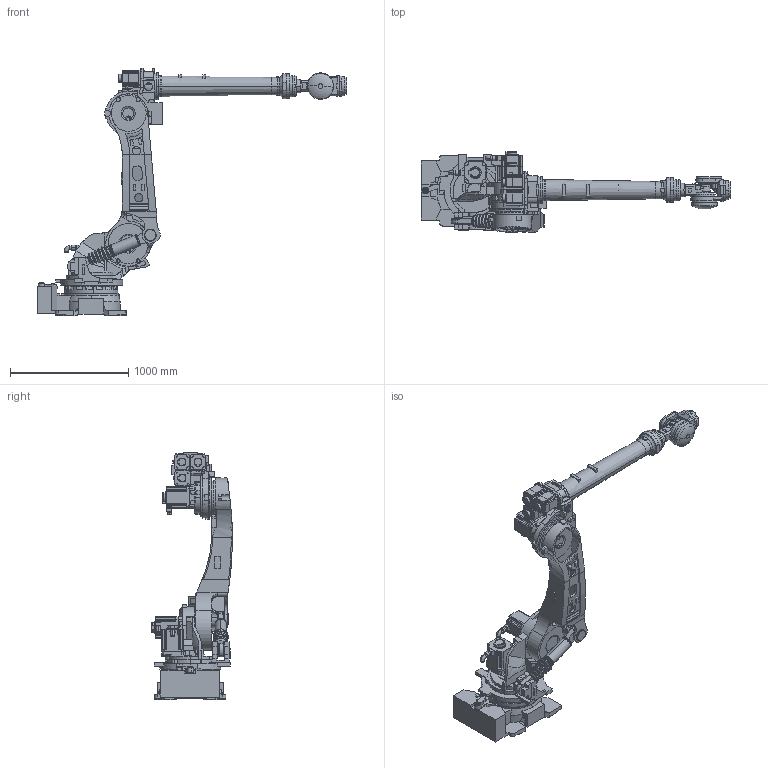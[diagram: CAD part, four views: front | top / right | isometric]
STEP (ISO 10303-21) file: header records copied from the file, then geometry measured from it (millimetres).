
FILE_DESCRIPTION (( 'STEP AP203' ), '1' );
FILE_NAME ('01_HS160L_151127.STEP', '2015-11-26T02:50:57', ( 'fulluser' ), ( '' ), 'SwSTEP 2.0', 'SolidWorks 2014', '' );
FILE_SCHEMA (( 'CONFIG_CONTROL_DESIGN' ));
Length unit declared in the file: millimetre
Products named in the file (55): RV500N-222[77AN060-0]_151123; HS180-74-12-0116-R2[GASKET]_151123; HS180_R2_reducer(RV100N_46_71)_偃摹寰_151127_ル遽; HS160L_A1_Assy_Rv 0.0_151127; GAS_SPRING_ASSY[ROD_PARTS]_151123; TU3000[GAS_SPRING_TUBE]_151123; TSM3611_N7020_E721_151123; HS180-71-12-0101-R8[BASE_BODY]_151123; RV80N-66[50AN010-1]_151123_ル遽; TSM3506_N7021_E732_151123; HS180-74-12-0101-R7[WRIST_BODY]_151123; HS180-72-30-0213-R1[BS_JOINT_SHAFT(LOWER)]_151123; HINGE[WELDING_TU3000]_151123; MS Connector_151123; RV320CA[69L007-0]_151123; HS180-74-12-0113-R4[MAIN_BEARING_SHAFT]_151123; RV-500N_new_StandardShaft_151127; R2_OUTPUT_ASSY_151123; HS180-72-30-0214-R1[BS_JOINT_COLLAR(LOWER)]_151123; HS180-72-30-0218-R4[BEARING_COLLAR]_151123; HS180_S1_OUTPUT_151123; HS180-71-12-0113-R3[STOPPER]_151123; B_OUTPUT_151123; HS180_Wrist_R2_output_海骇扁绢 炼赋俺急_151127; HS180-72-30-0220-R3[BS_JOINT_HINGE]_151123; V-Axis LS Dog Bracket 2-1_LJY_151127; GAS_SPRING_ASSY[PISTON_PARTS]_151123; HS180-72-12-0102-R8[UPPER_FRAME]_151123; HS180-71-12-0115-R1[STOPPER_PIN]_151123; HS180_Wrist_B_Outnput_海骇扁绢 炼赋俺急_151127; HS180-74-12-0102-R9[WRIST_HOLDER]_151123; BS_PRELOADER_ASSY_151123; A1 LS Dog Assy 1_151127; TU3000[GAS_SPRING_CYLINDER]_151123; HS180-72-30-0216-R1[BS_JOINT_SHAFT(UPPER)]_151123; STOPPER_PIN_ASSY_151123; HS160L_A1W1_Assy_151127; RV100N_81[55AN012-1]_151123_ル遽; HS180-S1A2_ASSY_151123; V-Axis LS Dog Bracket 2-2_LJY_151127 ...
Assembly tree (61 placements, depth 6):
  01_HS160L_151127
    HS180-S1A2_ASSY_151123
      HS180_BASE_ASSY_151123
        HS180-71-12-0101-R8[BASE_BODY]_151123
        RV320CA[69L007-0]_151123
        HS180-71-12-0113-R3[STOPPER]_151123
        STOPPER_PIN_ASSY_151123
          HS180-71-12-0115-R1[STOPPER_PIN]_151123
      HS180_S1_OUTPUT_151123
        HS180-72-12-0101-R10[LOWER_FRAME]_151123
        RV500N-222[77AN060-0]_151123
        TSM3611_N7020_E721_151123  x2
        MS Connector_151123  x2
      HS180-H_OUTPUT_151123
        HS180-72-12-0102-R8[UPPER_FRAME]_151123
        HS180-72-30-0216-R1[BS_JOINT_SHAFT(UPPER)]_151123
        HS180-72-30-0215-R2[BS_JOINT_FIXER]_151123
        HS180-72-30-0217-R1[BS_JOINT_COLLAR(UPPER)]_151123
      GAS_SPRING_ASSY[PISTON_PARTS]_151123
        TU3000[GAS_SPRING_TUBE]_151123
        HINGE[WELDING_TU3000]_151123
        HS180-72-30-0218-R4[BEARING_COLLAR]_151123
      GAS_SPRING_ASSY[ROD_PARTS]_151123
        TU3000[GAS_SPRING_CYLINDER]_151123
        HS180-72-30-0212-R7[BS_JOINT(GAS)]_151123
        HS180-72-30-0218-R4[BEARING_COLLAR]_151123
        BELLOWS_151123
        BELLOWS_BAND[DIA_99mm]_151123
      BS_PRELOADER_ASSY_151123
        HS180-72-30-0213-R1[BS_JOINT_SHAFT(LOWER)]_151123
        HS180-72-30-0214-R1[BS_JOINT_COLLAR(LOWER)]_151123
        HS180-72-30-0220-R3[BS_JOINT_HINGE]_151123  x2
    HS160L_A1W1_Assy_151127
      HS160L_A1_Assy_Rv 0.0_151127
        HS160L V-Output_151127
          HS180-73-12-0101-R8[ARM_FRAME]_151123_ル遽
          [HS200L] A1-002-05(Arm Pipe)_151127
          HS180_R2_reducer(RV100N_46_71)_偃摹寰_151127_ル遽
          TSM3506_N7021_E732_151123  x3
          RV-500N_new_StandardShaft_151127
          TSM3611_N7020_E721_151123
          A1 LS Dog Assy 1_151127
            V-Axis LS Dog Bracket 2-1_LJY_151127
          A1 LS Dog Assy 2_151127
            V-Axis LS Dog Bracket 2-2_LJY_151127
      HS180_Wrist_R2_output_海骇扁绢 炼赋俺急_151127
        R2_OUTPUT_ASSY_151123
          HS180-74-12-0101-R7[WRIST_BODY]_151123
      HS180_Wrist_B_Outnput_海骇扁绢 炼赋俺急_151127
        B_OUTPUT_151123
          HS180-74-12-0102-R9[WRIST_HOLDER]_151123
          RV100N_81[55AN012-1]_151123_ル遽
          HS180-74-12-0112-R4[WRIST_CAP]_151123
          HS180-74-12-0118-R5[WRIST_COVER]_151123
          HS180-74-12-0116-R2[GASKET]_151123
          RV80N-66[50AN010-1]_151123_ル遽
          HS180-74-12-0113-R4[MAIN_BEARING_SHAFT]_151123
Bounding box: 2612 x 683.5 x 2088 mm (x, y, z)
Volume: 195703845.6 mm3; surface area: 12790931.6 mm2
Topology: 56 solids, 58 shells, 3295 faces, 8297 edges, 5388 vertices
Faces by surface type: plane 1630, cylinder 1269, cone 192, torus 171, bspline 29, sphere 4
Entity records: 98708 total; most frequent: CARTESIAN_POINT 22857, DIRECTION 15191, ORIENTED_EDGE 14286, EDGE_CURVE 7143, AXIS2_PLACEMENT_3D 5682, VERTEX_POINT 4642, VECTOR 3827, LINE 3827
